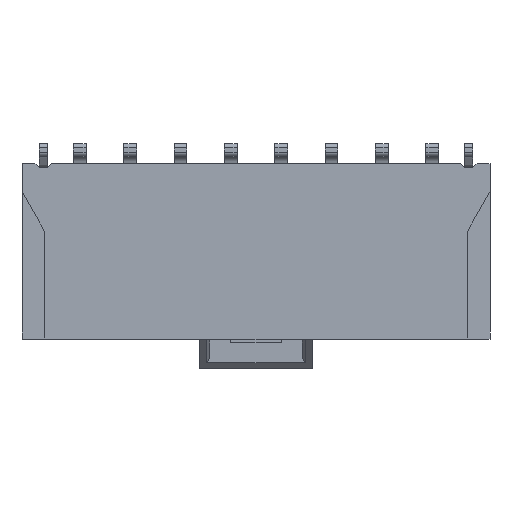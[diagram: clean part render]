
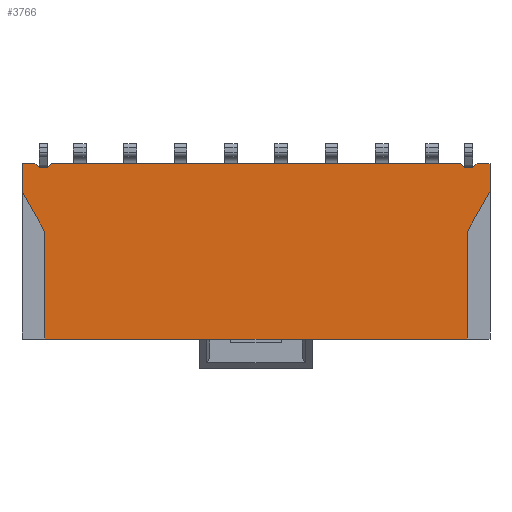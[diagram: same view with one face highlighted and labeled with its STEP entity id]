
A CAD part, front view. The second image highlights one B-rep face of the part: STEP entity #3766.
In plain terms, the highlighted planar face has unit normal (0, -1, 0).
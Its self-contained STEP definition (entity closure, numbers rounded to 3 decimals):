
#638=CARTESIAN_POINT('',(-11.615,-2.99,-1.39));
#639=VERTEX_POINT('',#638);
#656=CARTESIAN_POINT('',(-10.495,-2.99,-3.33));
#657=VERTEX_POINT('',#656);
#664=CARTESIAN_POINT('',(-10.495,-2.99,-3.33));
#665=DIRECTION('',(-0.5,0.,0.866));
#666=VECTOR('',#665,2.24);
#667=LINE('',#664,#666);
#668=EDGE_CURVE('',#657,#639,#667,.T.);
#709=CARTESIAN_POINT('',(10.495,-2.99,-3.33));
#710=VERTEX_POINT('',#709);
#727=CARTESIAN_POINT('',(11.615,-2.99,-1.39));
#728=VERTEX_POINT('',#727);
#735=CARTESIAN_POINT('',(11.615,-2.99,-1.39));
#736=DIRECTION('',(-0.5,0.,-0.866));
#737=VECTOR('',#736,2.24);
#738=LINE('',#735,#737);
#739=EDGE_CURVE('',#728,#710,#738,.T.);
#749=CARTESIAN_POINT('',(10.495,-2.99,-8.69));
#750=VERTEX_POINT('',#749);
#766=CARTESIAN_POINT('',(10.495,-2.99,-3.33));
#767=DIRECTION('',(0.,0.,-1.));
#768=VECTOR('',#767,5.36);
#769=LINE('',#766,#768);
#770=EDGE_CURVE('',#710,#750,#769,.T.);
#782=CARTESIAN_POINT('',(-10.495,-2.99,-8.69));
#783=VERTEX_POINT('',#782);
#790=CARTESIAN_POINT('',(-10.495,-2.99,-8.69));
#791=DIRECTION('',(0.,0.,1.));
#792=VECTOR('',#791,5.36);
#793=LINE('',#790,#792);
#794=EDGE_CURVE('',#783,#657,#793,.T.);
#3600=CARTESIAN_POINT('',(-11.615,-2.99,0.));
#3601=VERTEX_POINT('',#3600);
#3627=CARTESIAN_POINT('',(-11.615,-2.99,-1.39));
#3628=DIRECTION('',(0.,0.,1.));
#3629=VECTOR('',#3628,1.39);
#3630=LINE('',#3627,#3629);
#3631=EDGE_CURVE('',#639,#3601,#3630,.T.);
#3641=CARTESIAN_POINT('',(11.615,-2.99,0.));
#3642=VERTEX_POINT('',#3641);
#3643=CARTESIAN_POINT('',(11.615,-2.99,0.));
#3644=DIRECTION('',(0.,0.,-1.));
#3645=VECTOR('',#3644,1.39);
#3646=LINE('',#3643,#3645);
#3647=EDGE_CURVE('',#3642,#728,#3646,.T.);
#3677=CARTESIAN_POINT('',(0.,-2.99,-5.075));
#3678=DIRECTION('',(1.,0.,0.));
#3679=DIRECTION('',(0.,-1.,0.));
#3680=AXIS2_PLACEMENT_3D('',#3677,#3679,#3678);
#3681=PLANE('',#3680);
#3682=ORIENTED_EDGE('',*,*,#3631,.F.);
#3683=ORIENTED_EDGE('',*,*,#668,.F.);
#3684=ORIENTED_EDGE('',*,*,#794,.F.);
#3685=CARTESIAN_POINT('',(-10.495,-2.99,-8.69));
#3686=DIRECTION('',(1.,0.,0.));
#3687=VECTOR('',#3686,20.99);
#3688=LINE('',#3685,#3687);
#3689=EDGE_CURVE('',#783,#750,#3688,.T.);
#3690=ORIENTED_EDGE('',*,*,#3689,.T.);
#3691=ORIENTED_EDGE('',*,*,#770,.F.);
#3692=ORIENTED_EDGE('',*,*,#739,.F.);
#3693=ORIENTED_EDGE('',*,*,#3647,.F.);
#3694=CARTESIAN_POINT('',(10.97,-2.99,0.));
#3695=VERTEX_POINT('',#3694);
#3696=CARTESIAN_POINT('',(11.615,-2.99,0.));
#3697=DIRECTION('',(-1.,0.,0.));
#3698=VECTOR('',#3697,0.645);
#3699=LINE('',#3696,#3698);
#3700=EDGE_CURVE('',#3642,#3695,#3699,.T.);
#3701=ORIENTED_EDGE('',*,*,#3700,.T.);
#3702=CARTESIAN_POINT('',(10.77,-2.99,-0.2));
#3703=VERTEX_POINT('',#3702);
#3704=CARTESIAN_POINT('',(10.97,-2.99,0.));
#3705=DIRECTION('',(-0.707,0.,-0.707));
#3706=VECTOR('',#3705,0.283);
#3707=LINE('',#3704,#3706);
#3708=EDGE_CURVE('',#3695,#3703,#3707,.T.);
#3709=ORIENTED_EDGE('',*,*,#3708,.T.);
#3710=CARTESIAN_POINT('',(10.34,-2.99,-0.2));
#3711=VERTEX_POINT('',#3710);
#3712=CARTESIAN_POINT('',(10.77,-2.99,-0.2));
#3713=DIRECTION('',(-1.,0.,0.));
#3714=VECTOR('',#3713,0.43);
#3715=LINE('',#3712,#3714);
#3716=EDGE_CURVE('',#3703,#3711,#3715,.T.);
#3717=ORIENTED_EDGE('',*,*,#3716,.T.);
#3718=CARTESIAN_POINT('',(10.14,-2.99,0.));
#3719=VERTEX_POINT('',#3718);
#3720=CARTESIAN_POINT('',(10.34,-2.99,-0.2));
#3721=DIRECTION('',(-0.707,0.,0.707));
#3722=VECTOR('',#3721,0.283);
#3723=LINE('',#3720,#3722);
#3724=EDGE_CURVE('',#3711,#3719,#3723,.T.);
#3725=ORIENTED_EDGE('',*,*,#3724,.T.);
#3726=CARTESIAN_POINT('',(-10.14,-2.99,0.));
#3727=VERTEX_POINT('',#3726);
#3728=CARTESIAN_POINT('',(10.14,-2.99,0.));
#3729=DIRECTION('',(-1.,0.,0.));
#3730=VECTOR('',#3729,20.28);
#3731=LINE('',#3728,#3730);
#3732=EDGE_CURVE('',#3719,#3727,#3731,.T.);
#3733=ORIENTED_EDGE('',*,*,#3732,.T.);
#3734=CARTESIAN_POINT('',(-10.34,-2.99,-0.2));
#3735=VERTEX_POINT('',#3734);
#3736=CARTESIAN_POINT('',(-10.14,-2.99,0.));
#3737=DIRECTION('',(-0.707,0.,-0.707));
#3738=VECTOR('',#3737,0.283);
#3739=LINE('',#3736,#3738);
#3740=EDGE_CURVE('',#3727,#3735,#3739,.T.);
#3741=ORIENTED_EDGE('',*,*,#3740,.T.);
#3742=CARTESIAN_POINT('',(-10.77,-2.99,-0.2));
#3743=VERTEX_POINT('',#3742);
#3744=CARTESIAN_POINT('',(-10.34,-2.99,-0.2));
#3745=DIRECTION('',(-1.,0.,0.));
#3746=VECTOR('',#3745,0.43);
#3747=LINE('',#3744,#3746);
#3748=EDGE_CURVE('',#3735,#3743,#3747,.T.);
#3749=ORIENTED_EDGE('',*,*,#3748,.T.);
#3750=CARTESIAN_POINT('',(-10.97,-2.99,0.));
#3751=VERTEX_POINT('',#3750);
#3752=CARTESIAN_POINT('',(-10.77,-2.99,-0.2));
#3753=DIRECTION('',(-0.707,0.,0.707));
#3754=VECTOR('',#3753,0.283);
#3755=LINE('',#3752,#3754);
#3756=EDGE_CURVE('',#3743,#3751,#3755,.T.);
#3757=ORIENTED_EDGE('',*,*,#3756,.T.);
#3758=CARTESIAN_POINT('',(-10.97,-2.99,0.));
#3759=DIRECTION('',(-1.,0.,0.));
#3760=VECTOR('',#3759,0.645);
#3761=LINE('',#3758,#3760);
#3762=EDGE_CURVE('',#3751,#3601,#3761,.T.);
#3763=ORIENTED_EDGE('',*,*,#3762,.T.);
#3764=EDGE_LOOP('',(#3682,#3683,#3684,#3690,#3691,#3692,#3693,#3701,#3709,#3717,#3725,#3733,#3741,#3749,#3757,#3763));
#3765=FACE_OUTER_BOUND('',#3764,.T.);
#3766=ADVANCED_FACE('',(#3765),#3681,.T.);
